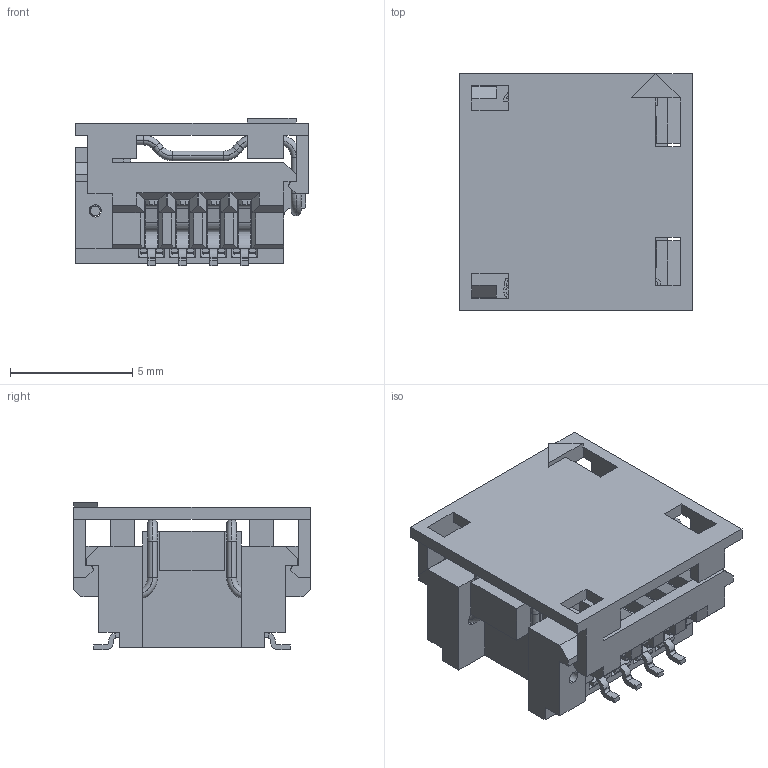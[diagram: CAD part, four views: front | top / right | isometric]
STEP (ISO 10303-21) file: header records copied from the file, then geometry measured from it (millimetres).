
FILE_DESCRIPTION (( 'STEP AP203' ), '1' );
FILE_NAME ('G6179-10.STEP', '2020-10-29T09:57:44', ( '' ), ( '' ), 'SwSTEP 2.0', 'SolidWorks 2013', '' );
FILE_SCHEMA (( 'CONFIG_CONTROL_DESIGN' ));
Length unit declared in the file: millimetre
Products named in the file (3): cap_m; Assembly-1; G6179-10
Assembly tree (2 placements, depth 3):
  G6179-10
    Assembly-1
      cap_m
Bounding box: 9.53 x 9.7 x 6.05 mm (x, y, z)
Surface area: 781.7 mm2 (no closed solid volume)
Topology: 0 solids, 17 shells, 1233 faces, 3303 edges, 2009 vertices
Faces by surface type: plane 949, cylinder 184, torus 100
Entity records: 38044 total; most frequent: CARTESIAN_POINT 6921, ORIENTED_EDGE 6572, DIRECTION 6171, EDGE_CURVE 3323, VECTOR 2821, LINE 2821, VERTEX_POINT 2009, AXIS2_PLACEMENT_3D 1675
